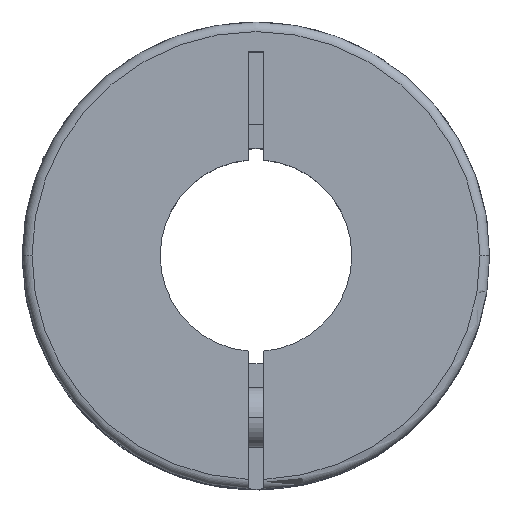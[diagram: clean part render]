
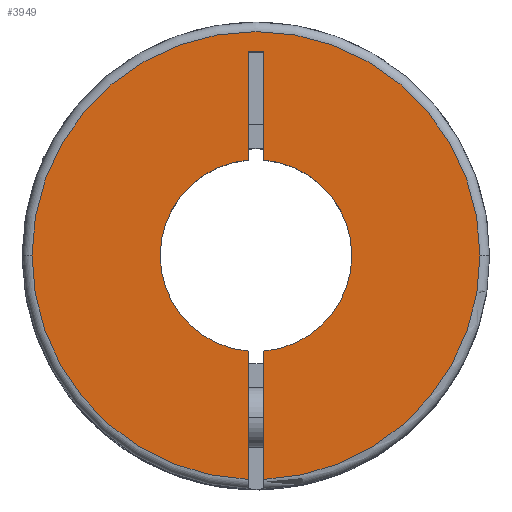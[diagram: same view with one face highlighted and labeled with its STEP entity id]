
A CAD part, top view. The second image highlights one B-rep face of the part: STEP entity #3949.
In plain terms, the highlighted planar face has unit normal (0, 0, 1).
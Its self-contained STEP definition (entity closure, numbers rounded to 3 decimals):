
#12 = CARTESIAN_POINT ( 'NONE',  ( 0.65, 7.974, 0. ) ) ;
#207 = AXIS2_PLACEMENT_3D ( 'NONE', #1736, #1757, #2170 ) ;
#212 = CIRCLE ( 'NONE', #3377, 8. ) ;
#304 = CARTESIAN_POINT ( 'NONE',  ( 0., 0., 0. ) ) ;
#316 = LINE ( 'NONE', #1902, #2029 ) ;
#369 = CARTESIAN_POINT ( 'NONE',  ( 0., 0., 0. ) ) ;
#389 = DIRECTION ( 'NONE',  ( -1., 0., 0. ) ) ;
#439 = CARTESIAN_POINT ( 'NONE',  ( 0., 0., 0. ) ) ;
#512 = CARTESIAN_POINT ( 'NONE',  ( 0., 0., 0. ) ) ;
#578 = LINE ( 'NONE', #595, #1780 ) ;
#579 = ORIENTED_EDGE ( 'NONE', *, *, #1302, .F. ) ;
#595 = CARTESIAN_POINT ( 'NONE',  ( -0.65, 17., 0. ) ) ;
#597 = VERTEX_POINT ( 'NONE', #1340 ) ;
#613 = CARTESIAN_POINT ( 'NONE',  ( 18.7, 0., 0. ) ) ;
#712 = CARTESIAN_POINT ( 'NONE',  ( 0., 0., 0. ) ) ;
#777 = VECTOR ( 'NONE', #1829, 1000. ) ;
#785 = ORIENTED_EDGE ( 'NONE', *, *, #3650, .F. ) ;
#949 = DIRECTION ( 'NONE',  ( -1., 0., 0. ) ) ;
#954 = ORIENTED_EDGE ( 'NONE', *, *, #4337, .F. ) ;
#996 = CARTESIAN_POINT ( 'NONE',  ( 0.65, -19.5, 0. ) ) ;
#1036 = DIRECTION ( 'NONE',  ( 0., 0., -1. ) ) ;
#1086 = VERTEX_POINT ( 'NONE', #613 ) ;
#1148 = VERTEX_POINT ( 'NONE', #2612 ) ;
#1159 = DIRECTION ( 'NONE',  ( -1., 0., 0. ) ) ;
#1168 = AXIS2_PLACEMENT_3D ( 'NONE', #712, #2465, #389 ) ;
#1207 = DIRECTION ( 'NONE',  ( -1., 0., 0. ) ) ;
#1211 = CARTESIAN_POINT ( 'NONE',  ( 0.65, -7.974, 0. ) ) ;
#1251 = DIRECTION ( 'NONE',  ( 0., -1., 0. ) ) ;
#1302 = EDGE_CURVE ( 'NONE', #4199, #3475, #4413, .T. ) ;
#1340 = CARTESIAN_POINT ( 'NONE',  ( 0.65, 17., 0. ) ) ;
#1366 = AXIS2_PLACEMENT_3D ( 'NONE', #439, #3343, #1207 ) ;
#1371 = EDGE_CURVE ( 'NONE', #1086, #4199, #2857, .T. ) ;
#1433 = VECTOR ( 'NONE', #3818, 1000. ) ;
#1547 = ORIENTED_EDGE ( 'NONE', *, *, #1837, .T. ) ;
#1577 = VERTEX_POINT ( 'NONE', #3317 ) ;
#1623 = EDGE_CURVE ( 'NONE', #1577, #1086, #1802, .T. ) ;
#1736 = CARTESIAN_POINT ( 'NONE',  ( 0., 0., 0. ) ) ;
#1757 = DIRECTION ( 'NONE',  ( 0., 0., -1. ) ) ;
#1769 = VERTEX_POINT ( 'NONE', #2030 ) ;
#1773 = EDGE_CURVE ( 'NONE', #3034, #3475, #3579, .T. ) ;
#1780 = VECTOR ( 'NONE', #1251, 1000. ) ;
#1802 = CIRCLE ( 'NONE', #2404, 18.7 ) ;
#1829 = DIRECTION ( 'NONE',  ( -1., 0., 0. ) ) ;
#1837 = EDGE_CURVE ( 'NONE', #2888, #1148, #212, .T. ) ;
#1902 = CARTESIAN_POINT ( 'NONE',  ( 0.65, -19.5, 0. ) ) ;
#1906 = DIRECTION ( 'NONE',  ( 0., -1., 0. ) ) ;
#2004 = CARTESIAN_POINT ( 'NONE',  ( -0.65, -7.974, 0. ) ) ;
#2029 = VECTOR ( 'NONE', #3314, 1000. ) ;
#2030 = CARTESIAN_POINT ( 'NONE',  ( -0.65, 17., 0. ) ) ;
#2170 = DIRECTION ( 'NONE',  ( 0., -1., 0. ) ) ;
#2293 = EDGE_CURVE ( 'NONE', #3034, #597, #316, .T. ) ;
#2315 = VERTEX_POINT ( 'NONE', #4046 ) ;
#2374 = ORIENTED_EDGE ( 'NONE', *, *, #1371, .F. ) ;
#2404 = AXIS2_PLACEMENT_3D ( 'NONE', #512, #3564, #1159 ) ;
#2465 = DIRECTION ( 'NONE',  ( 0., 0., -1. ) ) ;
#2557 = EDGE_CURVE ( 'NONE', #4332, #1577, #2699, .T. ) ;
#2564 = LINE ( 'NONE', #2890, #777 ) ;
#2590 = CARTESIAN_POINT ( 'NONE',  ( 0.65, -18.689, 0. ) ) ;
#2612 = CARTESIAN_POINT ( 'NONE',  ( -8., 0., 0. ) ) ;
#2635 = ORIENTED_EDGE ( 'NONE', *, *, #4366, .T. ) ;
#2648 = ORIENTED_EDGE ( 'NONE', *, *, #1773, .T. ) ;
#2685 = EDGE_LOOP ( 'NONE', ( #3168, #3783, #1547, #2635, #954, #785, #3147, #2648, #579, #2374, #3403 ) ) ;
#2699 = CIRCLE ( 'NONE', #3191, 18.7 ) ;
#2781 = DIRECTION ( 'NONE',  ( -1., 0., 0. ) ) ;
#2823 = EDGE_CURVE ( 'NONE', #2888, #4332, #578, .T. ) ;
#2857 = CIRCLE ( 'NONE', #3207, 18.7 ) ;
#2888 = VERTEX_POINT ( 'NONE', #2004 ) ;
#2890 = CARTESIAN_POINT ( 'NONE',  ( 0.65, 17., 0. ) ) ;
#2914 = LINE ( 'NONE', #3270, #3857 ) ;
#3034 = VERTEX_POINT ( 'NONE', #12 ) ;
#3100 = DIRECTION ( 'NONE',  ( 0., 0., -1. ) ) ;
#3147 = ORIENTED_EDGE ( 'NONE', *, *, #2293, .F. ) ;
#3168 = ORIENTED_EDGE ( 'NONE', *, *, #2557, .F. ) ;
#3191 = AXIS2_PLACEMENT_3D ( 'NONE', #369, #1036, #3515 ) ;
#3207 = AXIS2_PLACEMENT_3D ( 'NONE', #304, #4139, #949 ) ;
#3220 = PLANE ( 'NONE',  #207 ) ;
#3270 = CARTESIAN_POINT ( 'NONE',  ( -0.65, 17., 0. ) ) ;
#3314 = DIRECTION ( 'NONE',  ( 0., 1., 0. ) ) ;
#3317 = CARTESIAN_POINT ( 'NONE',  ( -18.7, 0., 0. ) ) ;
#3343 = DIRECTION ( 'NONE',  ( 0., 0., -1. ) ) ;
#3377 = AXIS2_PLACEMENT_3D ( 'NONE', #4223, #3100, #2781 ) ;
#3403 = ORIENTED_EDGE ( 'NONE', *, *, #1623, .F. ) ;
#3475 = VERTEX_POINT ( 'NONE', #1211 ) ;
#3515 = DIRECTION ( 'NONE',  ( -1., 0., 0. ) ) ;
#3560 = CIRCLE ( 'NONE', #1366, 8. ) ;
#3564 = DIRECTION ( 'NONE',  ( 0., 0., -1. ) ) ;
#3579 = CIRCLE ( 'NONE', #1168, 8. ) ;
#3650 = EDGE_CURVE ( 'NONE', #597, #1769, #2564, .T. ) ;
#3783 = ORIENTED_EDGE ( 'NONE', *, *, #2823, .F. ) ;
#3818 = DIRECTION ( 'NONE',  ( 0., 1., 0. ) ) ;
#3857 = VECTOR ( 'NONE', #1906, 1000. ) ;
#3949 = ADVANCED_FACE ( 'NONE', ( #4262 ), #3220, .F. ) ;
#4046 = CARTESIAN_POINT ( 'NONE',  ( -0.65, 7.974, 0. ) ) ;
#4139 = DIRECTION ( 'NONE',  ( 0., 0., -1. ) ) ;
#4199 = VERTEX_POINT ( 'NONE', #2590 ) ;
#4223 = CARTESIAN_POINT ( 'NONE',  ( 0., 0., 0. ) ) ;
#4262 = FACE_OUTER_BOUND ( 'NONE', #2685, .T. ) ;
#4322 = CARTESIAN_POINT ( 'NONE',  ( -0.65, -18.689, 0. ) ) ;
#4332 = VERTEX_POINT ( 'NONE', #4322 ) ;
#4337 = EDGE_CURVE ( 'NONE', #1769, #2315, #2914, .T. ) ;
#4366 = EDGE_CURVE ( 'NONE', #1148, #2315, #3560, .T. ) ;
#4413 = LINE ( 'NONE', #996, #1433 ) ;
